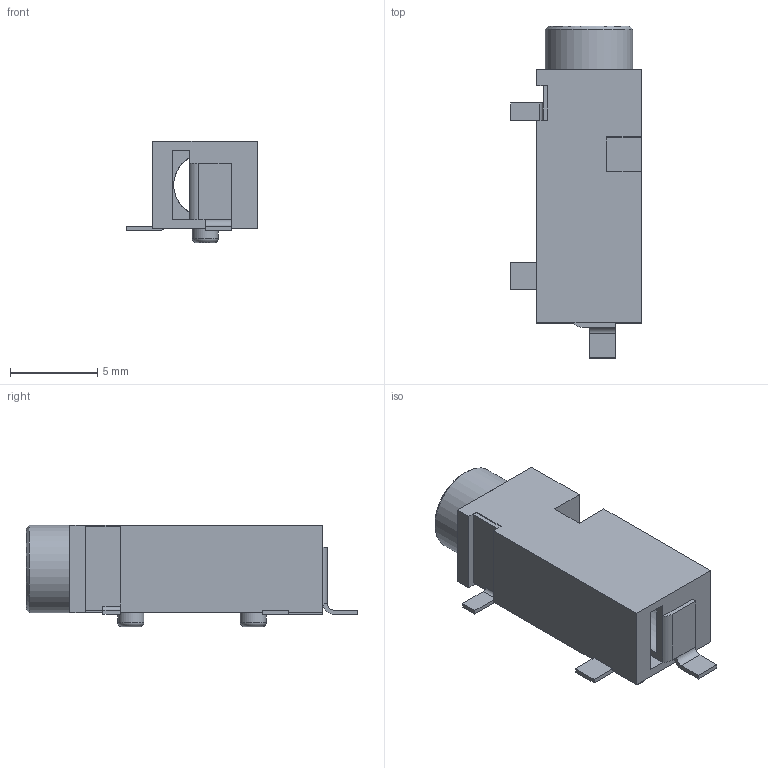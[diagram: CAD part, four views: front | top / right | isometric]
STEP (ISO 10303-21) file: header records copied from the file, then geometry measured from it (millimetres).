
FILE_DESCRIPTION(('FreeCAD Model'),'2;1');
FILE_NAME('CUI_DEVICES_MJ-3523-SMT v2.step', '2020-03-04T17:14:20',('kicad StepUp'),('ksu MCAD'), 'Open CASCADE STEP processor 7.3','FreeCAD','Unknown');
FILE_SCHEMA(('AUTOMOTIVE_DESIGN { 1 0 10303 214 1 1 1 1 }'));
Length unit declared in the file: millimetre
Products named in the file (1): CUI_DEVICES_MJ-3523-SMT_v2
Bounding box: 7.5 x 19 x 5.8 mm (x, y, z)
Volume: 298.9 mm3; surface area: 638.1 mm2
Topology: 1 solids, 1 shells, 63 faces, 179 edges, 119 vertices
Faces by surface type: plane 49, cylinder 10, cone 2, torus 2
Full cylindrical faces by diameter (mm): 1.5 x2, 3.6 x1, 5 x1
Entity records: 2511 total; most frequent: CARTESIAN_POINT 362, ORIENTED_EDGE 358, DIRECTION 350, EDGE_CURVE 179, LINE 136, VECTOR 136, VERTEX_POINT 119, AXIS2_PLACEMENT_3D 107
